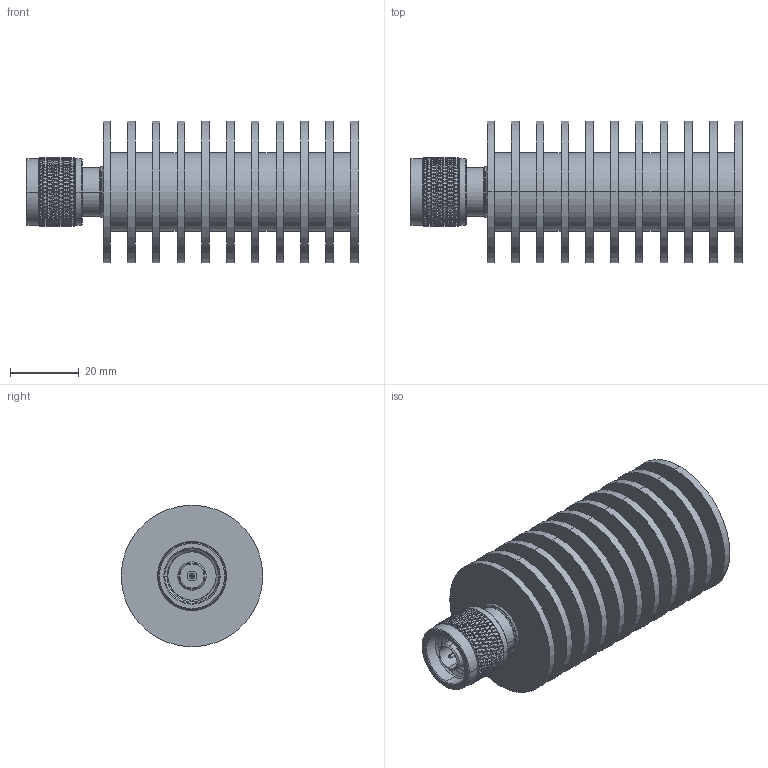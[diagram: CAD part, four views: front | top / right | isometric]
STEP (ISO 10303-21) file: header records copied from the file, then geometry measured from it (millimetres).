
FILE_DESCRIPTION (( 'STEP AP214' ), '1' );
FILE_NAME ('ST8N-50_3D.step', '2023-09-27T16:21:31', ( '' ), ( '' ), 'SwSTEP 2.0', 'SolidWorks 2022', '' );
FILE_SCHEMA (( 'AUTOMOTIVE_DESIGN' ));
Products named in the file (1): ST8N-50_3D
Bounding box: 96.5 x 41.15 x 41.15 mm (x, y, z)
Volume: 56747 mm3; surface area: 30687 mm2
Topology: 1 solids, 1 shells, 2547 faces, 5162 edges, 2645 vertices
Faces by surface type: bspline 1765, cylinder 513, cone 239, plane 30
Entity records: 90731 total; most frequent: CARTESIAN_POINT 57242, ORIENTED_EDGE 10324, EDGE_CURVE 5162, DIRECTION 2715, VERTEX_POINT 2645, EDGE_LOOP 2575, ADVANCED_FACE 2547, FACE_OUTER_BOUND 2547
